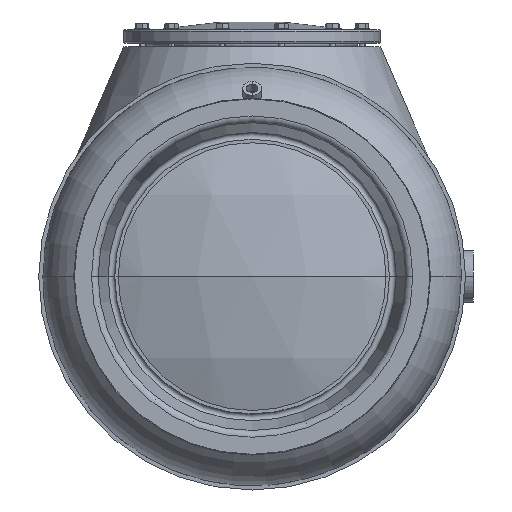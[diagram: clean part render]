
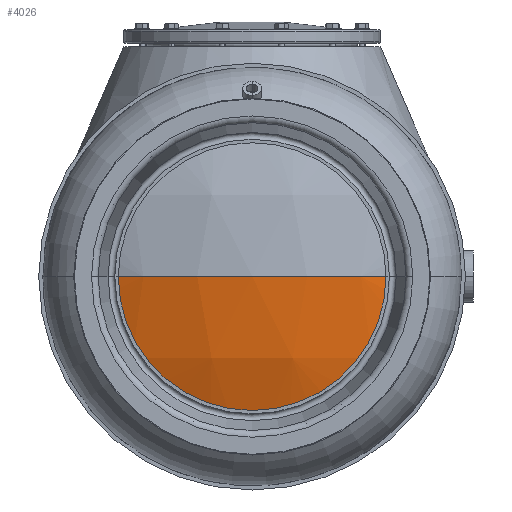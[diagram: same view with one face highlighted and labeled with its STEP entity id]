
A CAD part, front view. The second image highlights one B-rep face of the part: STEP entity #4026.
In plain terms, the highlighted spherical face has radius 610 mm.
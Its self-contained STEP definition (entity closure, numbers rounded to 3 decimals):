
#37 = CARTESIAN_POINT ( 'NONE',  ( -234.615, 46.923, 0. ) ) ;
#149 = CARTESIAN_POINT ( 'NONE',  ( -60.832, 46.923, -227.112 ) ) ;
#451 = CARTESIAN_POINT ( 'NONE',  ( 197.185, 32.401, 0. ) ) ;
#1300 = EDGE_CURVE ( 'NONE', #16574, #11050, #3130, .T. ) ;
#1336 = CARTESIAN_POINT ( 'NONE',  ( 60.832, 46.923, -227.112 ) ) ;
#1446 = CARTESIAN_POINT ( 'NONE',  ( 15.356, 46.923, -234.615 ) ) ;
#1548 = CARTESIAN_POINT ( 'NONE',  ( 176.756, 46.923, -155.04 ) ) ;
#1659 = CARTESIAN_POINT ( 'NONE',  ( -186.544, 46.923, -143.113 ) ) ;
#1741 = CARTESIAN_POINT ( 'NONE',  ( -197.185, 32.401, 0. ) ) ;
#1769 = CARTESIAN_POINT ( 'NONE',  ( -117.578, 46.923, -203.607 ) ) ;
#2057 = CARTESIAN_POINT ( 'NONE',  ( 216.091, 39.204, 0. ) ) ;
#2313 = EDGE_CURVE ( 'NONE', #11050, #9524, #6478, .T. ) ;
#2448 = DIRECTION ( 'NONE',  ( 0., 0., -1. ) ) ;
#3027 = CARTESIAN_POINT ( 'NONE',  ( 0., 0., 0. ) ) ;
#3130 = B_SPLINE_CURVE_WITH_KNOTS ( 'NONE', 3,
 ( #11924, #18494, #3570, #13411, #20185, #10073, #3680, #451, #2057, #7166 ),
 .UNSPECIFIED., .F., .F.,
 ( 4, 2, 2, 2, 4 ),
 ( 0., 0.25, 0.5, 0.75, 1. ),
 .UNSPECIFIED. ) ;
#3247 = CARTESIAN_POINT ( 'NONE',  ( -227.112, 46.923, -60.832 ) ) ;
#3357 = CARTESIAN_POINT ( 'NONE',  ( -30.711, 46.923, -233.103 ) ) ;
#3570 = CARTESIAN_POINT ( 'NONE',  ( 40.137, 0.991, 0. ) ) ;
#3680 = CARTESIAN_POINT ( 'NONE',  ( 158.794, 20.689, 0. ) ) ;
#3892 = CARTESIAN_POINT ( 'NONE',  ( -99.952, 7.91, 0. ) ) ;
#3977 = ORIENTED_EDGE ( 'NONE', *, *, #5068, .F. ) ;
#4026 = ADVANCED_FACE ( 'NONE', ( #5602 ), #10669, .T. ) ;
#4666 = CARTESIAN_POINT ( 'NONE',  ( 103.97, 46.923, -210.88 ) ) ;
#4777 = CARTESIAN_POINT ( 'NONE',  ( 210.88, 46.923, -103.97 ) ) ;
#4893 = CARTESIAN_POINT ( 'NONE',  ( -143.113, 46.923, -186.544 ) ) ;
#4998 = CARTESIAN_POINT ( 'NONE',  ( -103.97, 46.923, -210.88 ) ) ;
#5068 = EDGE_CURVE ( 'NONE', #9524, #16574, #11818, .T. ) ;
#5602 = FACE_OUTER_BOUND ( 'NONE', #19851, .T. ) ;
#5800 = AXIS2_PLACEMENT_3D ( 'NONE', #12076, #2448, #13924 ) ;
#6393 = CARTESIAN_POINT ( 'NONE',  ( 186.544, 46.923, -143.113 ) ) ;
#6478 = B_SPLINE_CURVE_WITH_KNOTS ( 'NONE', 3,
 ( #6627, #9856, #11580, #19659, #14812, #4777, #12864, #6393, #1548, #11377, #11692, #13086, #4666, #14916, #1336, #14694, #1446, #13199, #3357, #149, #9966, #4998, #1769, #4893, #11482, #18277, #1659, #8248, #13310, #18045, #3247, #16403, #11265, #37 ),
 .UNSPECIFIED., .F., .F.,
 ( 4, 2, 2, 2, 2, 2, 2, 2, 2, 2, 2, 2, 2, 2, 2, 2, 4 ),
 ( 0., 0.063, 0.125, 0.188, 0.25, 0.313, 0.375, 0.438, 0.5, 0.563, 0.625, 0.687, 0.75, 0.812, 0.875, 0.938, 1. ),
 .UNSPECIFIED. ) ;
#6627 = CARTESIAN_POINT ( 'NONE',  ( 234.615, 46.923, 0. ) ) ;
#6805 = CARTESIAN_POINT ( 'NONE',  ( 234.615, 46.923, 0. ) ) ;
#7166 = CARTESIAN_POINT ( 'NONE',  ( 234.615, 46.923, 0. ) ) ;
#8248 = CARTESIAN_POINT ( 'NONE',  ( -203.607, 46.923, -117.578 ) ) ;
#8965 = CARTESIAN_POINT ( 'NONE',  ( 0., 0., 0. ) ) ;
#9524 = VERTEX_POINT ( 'NONE', #16515 ) ;
#9856 = CARTESIAN_POINT ( 'NONE',  ( 234.615, 46.923, -15.356 ) ) ;
#9935 = CARTESIAN_POINT ( 'NONE',  ( -216.091, 39.204, 0. ) ) ;
#9966 = CARTESIAN_POINT ( 'NONE',  ( -75.597, 46.923, -222.633 ) ) ;
#10073 = CARTESIAN_POINT ( 'NONE',  ( 139.31, 15.782, 0. ) ) ;
#10669 = SPHERICAL_SURFACE ( 'NONE', #5800, 610. ) ;
#11050 = VERTEX_POINT ( 'NONE', #6805 ) ;
#11265 = CARTESIAN_POINT ( 'NONE',  ( -234.615, 46.923, -15.356 ) ) ;
#11377 = CARTESIAN_POINT ( 'NONE',  ( 155.04, 46.923, -176.756 ) ) ;
#11482 = CARTESIAN_POINT ( 'NONE',  ( -155.04, 46.923, -176.756 ) ) ;
#11580 = CARTESIAN_POINT ( 'NONE',  ( 233.103, 46.923, -30.711 ) ) ;
#11692 = CARTESIAN_POINT ( 'NONE',  ( 143.113, 46.923, -186.544 ) ) ;
#11818 = B_SPLINE_CURVE_WITH_KNOTS ( 'NONE', 3,
 ( #13172, #9935, #1741, #18246, #13395, #3892, #20602, #17259, #18561, #8965 ),
 .UNSPECIFIED., .F., .F.,
 ( 4, 2, 2, 2, 4 ),
 ( 0., 0.25, 0.5, 0.75, 1. ),
 .UNSPECIFIED. ) ;
#11924 = CARTESIAN_POINT ( 'NONE',  ( 0., 0., 0. ) ) ;
#12076 = CARTESIAN_POINT ( 'NONE',  ( 0., 610., 0. ) ) ;
#12864 = CARTESIAN_POINT ( 'NONE',  ( 203.607, 46.923, -117.578 ) ) ;
#13086 = CARTESIAN_POINT ( 'NONE',  ( 117.578, 46.923, -203.607 ) ) ;
#13172 = CARTESIAN_POINT ( 'NONE',  ( -234.615, 46.923, 0. ) ) ;
#13199 = CARTESIAN_POINT ( 'NONE',  ( -15.356, 46.923, -234.615 ) ) ;
#13310 = CARTESIAN_POINT ( 'NONE',  ( -210.88, 46.923, -103.97 ) ) ;
#13395 = CARTESIAN_POINT ( 'NONE',  ( -139.31, 15.782, 0. ) ) ;
#13411 = CARTESIAN_POINT ( 'NONE',  ( 80.079, 4.946, 0. ) ) ;
#13924 = DIRECTION ( 'NONE',  ( -1., 0., 0. ) ) ;
#14694 = CARTESIAN_POINT ( 'NONE',  ( 30.711, 46.923, -233.103 ) ) ;
#14812 = CARTESIAN_POINT ( 'NONE',  ( 222.633, 46.923, -75.597 ) ) ;
#14916 = CARTESIAN_POINT ( 'NONE',  ( 75.597, 46.923, -222.633 ) ) ;
#16403 = CARTESIAN_POINT ( 'NONE',  ( -233.103, 46.923, -30.711 ) ) ;
#16515 = CARTESIAN_POINT ( 'NONE',  ( -234.615, 46.923, 0. ) ) ;
#16574 = VERTEX_POINT ( 'NONE', #3027 ) ;
#17259 = CARTESIAN_POINT ( 'NONE',  ( -40.137, 0.991, 0. ) ) ;
#18045 = CARTESIAN_POINT ( 'NONE',  ( -222.633, 46.923, -75.597 ) ) ;
#18246 = CARTESIAN_POINT ( 'NONE',  ( -158.794, 20.689, 0. ) ) ;
#18277 = CARTESIAN_POINT ( 'NONE',  ( -176.756, 46.923, -155.04 ) ) ;
#18494 = CARTESIAN_POINT ( 'NONE',  ( 20.069, 0., 0. ) ) ;
#18561 = CARTESIAN_POINT ( 'NONE',  ( -20.069, 0., 0. ) ) ;
#18866 = ORIENTED_EDGE ( 'NONE', *, *, #1300, .F. ) ;
#19659 = CARTESIAN_POINT ( 'NONE',  ( 227.112, 46.923, -60.832 ) ) ;
#19851 = EDGE_LOOP ( 'NONE', ( #21204, #18866, #3977 ) ) ;
#20185 = CARTESIAN_POINT ( 'NONE',  ( 99.952, 7.91, 0. ) ) ;
#20602 = CARTESIAN_POINT ( 'NONE',  ( -80.079, 4.946, 0. ) ) ;
#21204 = ORIENTED_EDGE ( 'NONE', *, *, #2313, .F. ) ;
